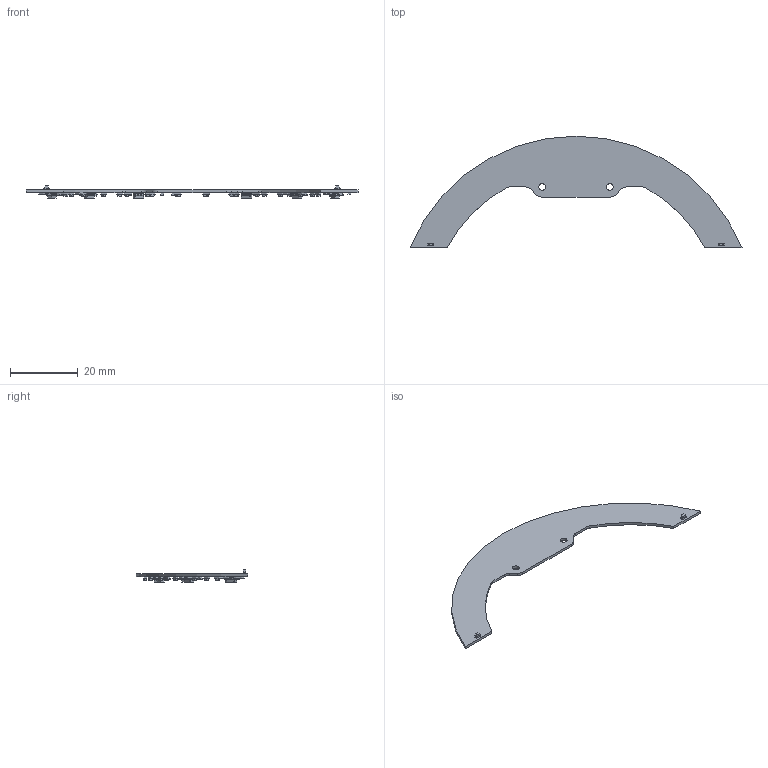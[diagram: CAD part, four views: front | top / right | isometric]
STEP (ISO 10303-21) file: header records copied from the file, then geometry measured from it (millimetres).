
FILE_DESCRIPTION(('KiCad electronic assembly'),'2;1');
FILE_NAME('robotrace_sensorV4_line_sens_only.step','2022-12-06T20:19:53' ,('An Author'),('A Company'),'Open CASCADE STEP processor 6.9', 'KiCad to STEP converter','Unknown');
FILE_SCHEMA(('AUTOMOTIVE_DESIGN { 1 0 10303 214 1 1 1 1 }'));
Length unit declared in the file: millimetre
Products named in the file (10): Open CASCADE STEP translator 6.9 1; LED_0603_1608Metric_Castellated; SOLID; C_0603_1608Metric; R_0603_1608Metric; SOT-23-6; COMPOUND
Assembly tree (59 placements, depth 3):
  Open CASCADE STEP translator 6.9 1
    LED_0603_1608Metric_Castellated  x26
      SOLID
    C_0603_1608Metric  x8
      SOLID
    R_0603_1608Metric  x14
      SOLID
    SOT-23-6  x6
      SOLID
    COMPOUND
Bounding box: 98.16 x 33 x 3.55 mm (x, y, z)
Volume: 1121.1 mm3; surface area: 3277 mm2
Topology: 55 solids, 55 shells, 2352 faces, 6134 edges, 3940 vertices
Faces by surface type: plane 1439, cylinder 733, bspline 180
Full cylindrical faces by diameter (mm): 0.25 x6, 2 x2
Entity records: 17807 total; most frequent: CARTESIAN_POINT 3518, DIRECTION 2350, LINE 1470, VECTOR 1470, ORIENTED_EDGE 1232, PCURVE 1232, DEFINITIONAL_REPRESENTATION 1232, EDGE_CURVE 616
